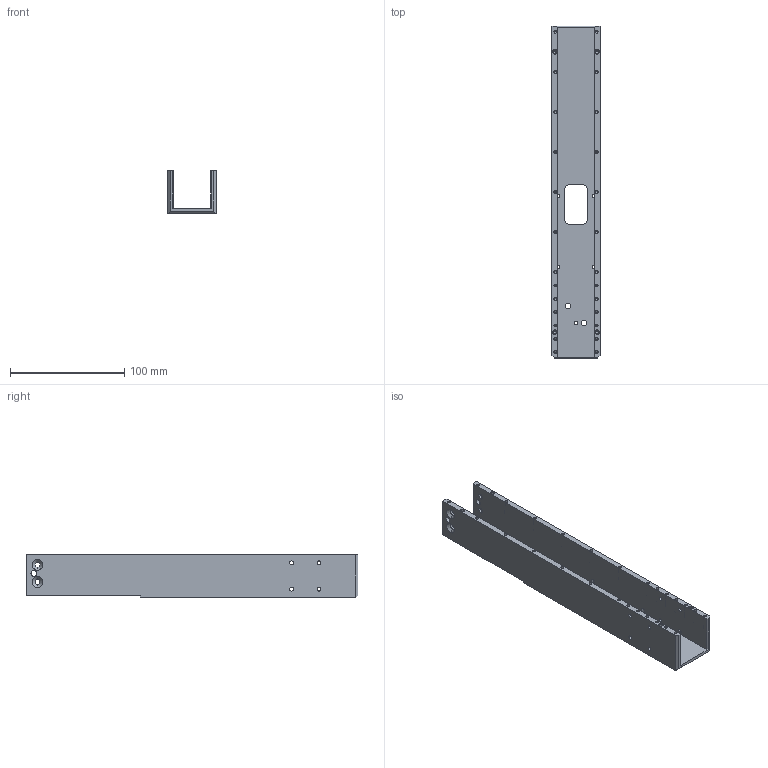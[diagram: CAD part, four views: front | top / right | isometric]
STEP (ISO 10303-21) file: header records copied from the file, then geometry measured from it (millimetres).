
FILE_DESCRIPTION (( 'STEP AP203' ), '1' );
FILE_NAME ('GUS-P1303_GLISSIERE FEMELLE_21122020.STEP', '2020-12-21T15:36:28', ( '' ), ( '' ), 'SwSTEP 2.0', 'SolidWorks 2020', '' );
FILE_SCHEMA (( 'CONFIG_CONTROL_DESIGN' ));
Length unit declared in the file: millimetre
Products named in the file (1): GUS-P1303_GLISSIERE FEMELLE_21122020
Bounding box: 42 x 290 x 37.5 mm (x, y, z)
Volume: 132622.4 mm3; surface area: 68415.7 mm2
Topology: 1 solids, 1 shells, 220 faces, 586 edges, 332 vertices
Faces by surface type: cylinder 110, cone 86, plane 24
Entity records: 6701 total; most frequent: CARTESIAN_POINT 1237, DIRECTION 1194, ORIENTED_EDGE 1052, EDGE_CURVE 526, AXIS2_PLACEMENT_3D 465, VERTEX_POINT 332, EDGE_LOOP 292, LINE 264
